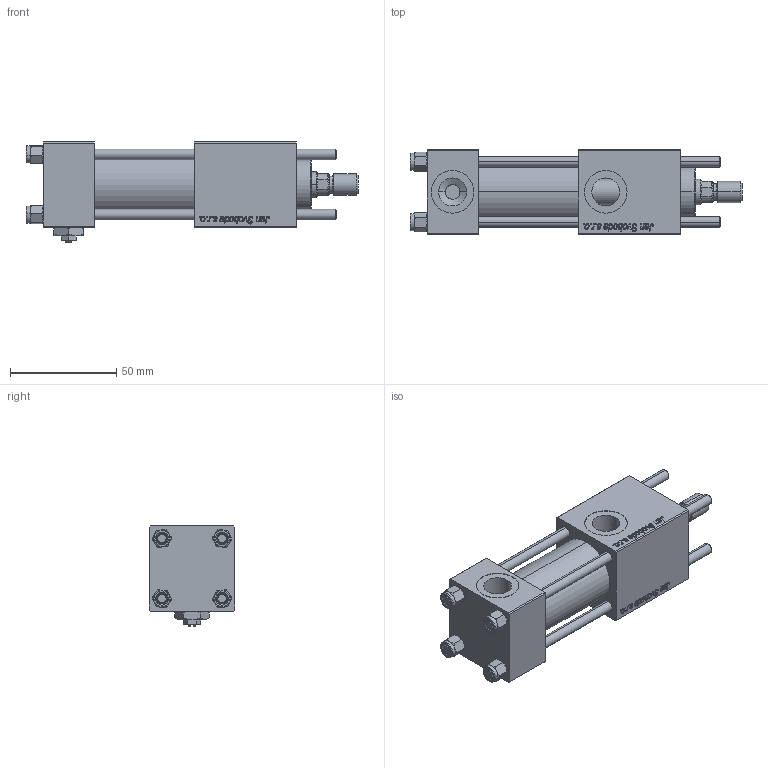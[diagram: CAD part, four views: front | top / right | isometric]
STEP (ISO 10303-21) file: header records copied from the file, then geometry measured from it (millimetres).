
FILE_DESCRIPTION (( 'STEP AP203' ), '1' );
FILE_NAME ('49b2.STEP', '2023-10-24T14:08:18', ( '' ), ( '' ), 'SwSTEP 2.0', 'SolidWorks 2019', '' );
FILE_SCHEMA (( 'CONFIG_CONTROL_DESIGN' ));
Length unit declared in the file: millimetre
Products named in the file (8): V215CR_B_TYCINKA 10a8f0a923b73b43a4ab107b6eca7ba2; V215CR_VCP_B 10a8f0a923b73b43a4ab107b6eca7ba2; Zatka_pro_OIL_PORT 10a8f0a923b73b43a4ab107b6eca7ba2; ROD_END_AH 10a8f0a923b73b43a4ab107b6eca7ba2; 49b2; V215_VC_A 10a8f0a923b73b43a4ab107b6eca7ba2; NUT_M5_B 10a8f0a923b73b43a4ab107b6eca7ba2; V215CR_B-1 10a8f0a923b73b43a4ab107b6eca7ba2
Assembly tree (13 placements, depth 2):
  49b2
    V215CR_B-1 10a8f0a923b73b43a4ab107b6eca7ba2
    V215CR_VCP_B 10a8f0a923b73b43a4ab107b6eca7ba2
    NUT_M5_B 10a8f0a923b73b43a4ab107b6eca7ba2  x4
    V215CR_B_TYCINKA 10a8f0a923b73b43a4ab107b6eca7ba2  x4
    V215_VC_A 10a8f0a923b73b43a4ab107b6eca7ba2
    ROD_END_AH 10a8f0a923b73b43a4ab107b6eca7ba2
    Zatka_pro_OIL_PORT 10a8f0a923b73b43a4ab107b6eca7ba2
Bounding box: 156 x 40 x 47 mm (x, y, z)
Volume: 145162.1 mm3; surface area: 60254 mm2
Topology: 13 solids, 13 shells, 1222 faces, 3076 edges, 1987 vertices
Faces by surface type: bspline 504, plane 456, cone 162, cylinder 90, torus 10
Entity records: 58938 total; most frequent: CARTESIAN_POINT 34612, ORIENTED_EDGE 5644, DIRECTION 3192, EDGE_CURVE 2822, VERTEX_POINT 1843, VECTOR 1490, LINE 1490, EDGE_LOOP 1231
